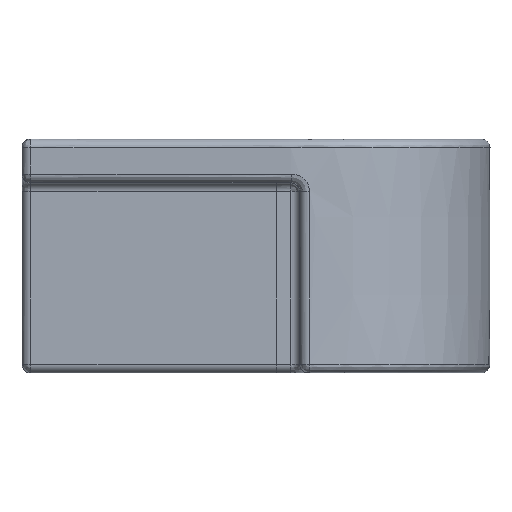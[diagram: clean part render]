
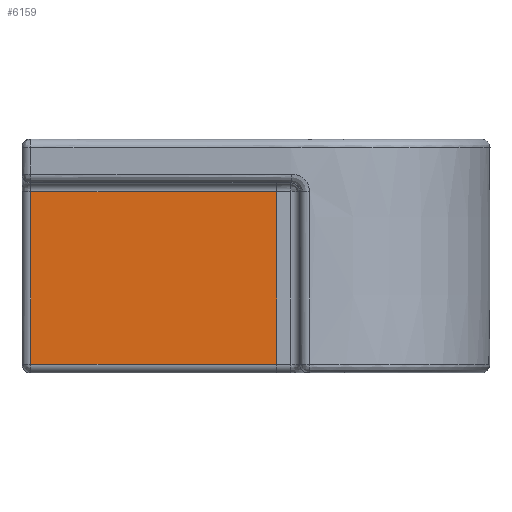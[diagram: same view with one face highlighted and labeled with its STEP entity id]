
A CAD part, left-side view. The second image highlights one B-rep face of the part: STEP entity #6159.
In plain terms, the highlighted free-form (B-spline) face has degree [3, 1] with [4, 2] control points.
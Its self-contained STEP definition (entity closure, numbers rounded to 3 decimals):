
#160 = CARTESIAN_POINT ( 'NONE',  ( -1323.879, 2383.006, -36. ) ) ;
#423 = ORIENTED_EDGE ( 'NONE', *, *, #3674, .T. ) ;
#715 = CARTESIAN_POINT ( 'NONE',  ( -1323.879, 2282.182, -154. ) ) ;
#898 = B_SPLINE_CURVE_WITH_KNOTS ( 'NONE', 1,
 ( #4704, #3862 ),
 .UNSPECIFIED., .F., .F.,
 ( 2, 2 ),
 ( 6., 124. ),
 .UNSPECIFIED. ) ;
#1206 = CARTESIAN_POINT ( 'NONE',  ( -1323.879, 2275.708, -247.507 ) ) ;
#1296 = CARTESIAN_POINT ( 'NONE',  ( -1323.879, 2295.038, -247.507 ) ) ;
#1655 = EDGE_CURVE ( 'NONE', #5244, #4101, #2695, .T. ) ;
#2125 = EDGE_CURVE ( 'NONE', #4727, #6412, #3814, .T. ) ;
#2138 = CARTESIAN_POINT ( 'NONE',  ( -1323.879, 2214.897, -154. ) ) ;
#2695 = B_SPLINE_CURVE_WITH_KNOTS ( 'NONE', 3,
 ( #6378, #8638, #715, #2889 ),
 .UNSPECIFIED., .F., .F.,
 ( 4, 4 ),
 ( 0., 168.108 ),
 .UNSPECIFIED. ) ;
#2760 = CARTESIAN_POINT ( 'NONE',  ( -1323.879, 2455.319, -247.507 ) ) ;
#2889 = CARTESIAN_POINT ( 'NONE',  ( -1323.879, 2214.897, -154. ) ) ;
#2971 = CARTESIAN_POINT ( 'NONE',  ( -1323.879, 2383.006, -154. ) ) ;
#3674 = EDGE_CURVE ( 'NONE', #4101, #6412, #898, .T. ) ;
#3814 = B_SPLINE_CURVE_WITH_KNOTS ( 'NONE', 1,
 ( #6669, #8992 ),
 .UNSPECIFIED., .F., .F.,
 ( 2, 2 ),
 ( 0., 1. ),
 .UNSPECIFIED. ) ;
#3862 = CARTESIAN_POINT ( 'NONE',  ( -1323.879, 2214.897, -36. ) ) ;
#4077 = CARTESIAN_POINT ( 'NONE',  ( -1323.879, 2295.038, -30. ) ) ;
#4101 = VERTEX_POINT ( 'NONE', #2138 ) ;
#4146 = B_SPLINE_CURVE_WITH_KNOTS ( 'NONE', 1,
 ( #6291, #8360 ),
 .UNSPECIFIED., .F., .F.,
 ( 2, 2 ),
 ( -124., -6. ),
 .UNSPECIFIED. ) ;
#4704 = CARTESIAN_POINT ( 'NONE',  ( -1323.879, 2214.897, -154. ) ) ;
#4727 = VERTEX_POINT ( 'NONE', #160 ) ;
#4881 = B_SPLINE_SURFACE_WITH_KNOTS ( 'NONE', 3, 1, ( 
 ( #8601, #2760 ),
 ( #9115, #1206 ),
 ( #4077, #1296 ),
 ( #7705, #5584 ) ),
 .UNSPECIFIED., .F., .F., .F.,
 ( 4, 4 ),
 ( 2, 2 ),
 ( -422.994, -93.059 ),
 ( 0., 217.507 ),
 .UNSPECIFIED. ) ;
#5068 = CARTESIAN_POINT ( 'NONE',  ( -1323.879, 2214.897, -36. ) ) ;
#5244 = VERTEX_POINT ( 'NONE', #2971 ) ;
#5331 = EDGE_LOOP ( 'NONE', ( #7028, #423, #6835, #6985 ) ) ;
#5584 = CARTESIAN_POINT ( 'NONE',  ( -1323.879, 2214.897, -247.507 ) ) ;
#6159 = ADVANCED_FACE ( 'NONE', ( #7661 ), #4881, .F. ) ;
#6291 = CARTESIAN_POINT ( 'NONE',  ( -1323.879, 2383.006, -36. ) ) ;
#6378 = CARTESIAN_POINT ( 'NONE',  ( -1323.879, 2383.006, -154. ) ) ;
#6412 = VERTEX_POINT ( 'NONE', #5068 ) ;
#6669 = CARTESIAN_POINT ( 'NONE',  ( -1323.879, 2383.006, -36. ) ) ;
#6835 = ORIENTED_EDGE ( 'NONE', *, *, #2125, .F. ) ;
#6985 = ORIENTED_EDGE ( 'NONE', *, *, #7542, .T. ) ;
#7028 = ORIENTED_EDGE ( 'NONE', *, *, #1655, .T. ) ;
#7542 = EDGE_CURVE ( 'NONE', #4727, #5244, #4146, .T. ) ;
#7661 = FACE_OUTER_BOUND ( 'NONE', #5331, .T. ) ;
#7705 = CARTESIAN_POINT ( 'NONE',  ( -1323.879, 2214.897, -30. ) ) ;
#8360 = CARTESIAN_POINT ( 'NONE',  ( -1323.879, 2383.006, -154. ) ) ;
#8601 = CARTESIAN_POINT ( 'NONE',  ( -1323.879, 2455.319, -30. ) ) ;
#8638 = CARTESIAN_POINT ( 'NONE',  ( -1323.879, 2279.35, -154. ) ) ;
#8992 = CARTESIAN_POINT ( 'NONE',  ( -1323.879, 2214.897, -36. ) ) ;
#9115 = CARTESIAN_POINT ( 'NONE',  ( -1323.879, 2275.708, -30. ) ) ;
